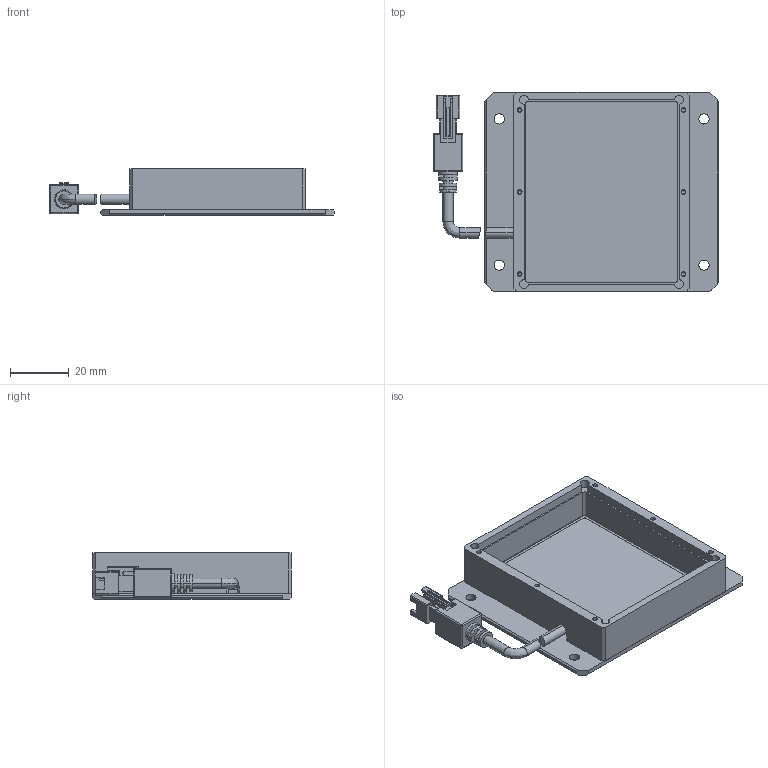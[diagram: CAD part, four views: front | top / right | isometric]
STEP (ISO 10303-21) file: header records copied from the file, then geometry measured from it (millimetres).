
FILE_DESCRIPTION (( 'STEP AP214' ), '1' );
FILE_NAME ('660702-G.STEP', '2019-03-05T08:09:29', ( 'user' ), ( '微软中国' ), 'SwSTEP 2.0', 'SolidWorks 2016', '' );
FILE_SCHEMA (( 'AUTOMOTIVE_DESIGN' ));
Length unit declared in the file: millimetre
Products named in the file (1): 660702-G
Bounding box: 97.5 x 68 x 16 mm (x, y, z)
Volume: 23991.4 mm3; surface area: 28657.7 mm2
Topology: 5 solids, 5 shells, 518 faces, 1317 edges, 830 vertices
Faces by surface type: plane 241, cylinder 154, bspline 79, cone 44
Entity records: 20687 total; most frequent: CARTESIAN_POINT 4044, ORIENTED_EDGE 2578, DIRECTION 2368, EDGE_CURVE 1289, VERTEX_POINT 830, VECTOR 800, LINE 800, AXIS2_PLACEMENT_3D 784
